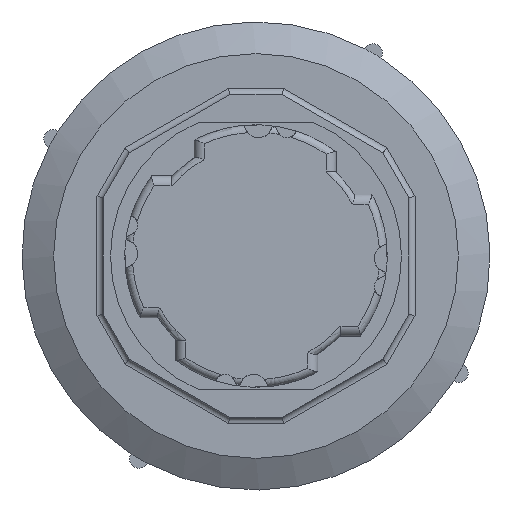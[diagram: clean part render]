
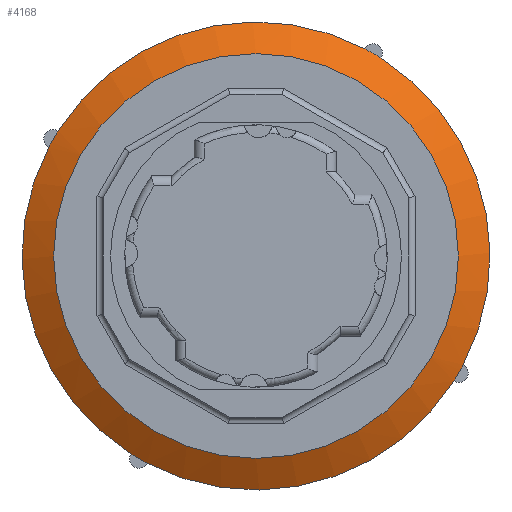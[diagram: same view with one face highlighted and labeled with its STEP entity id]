
A CAD part, front view. The second image highlights one B-rep face of the part: STEP entity #4168.
In plain terms, the highlighted conical face has half-angle 59.036 degrees and reference radius 17.25 mm.
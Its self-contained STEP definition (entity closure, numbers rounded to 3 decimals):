
#47=CONICAL_SURFACE('',#4486,17.25,59.036);
#173=FACE_BOUND('',#884,.T.);
#249=CIRCLE('',#4429,16.);
#252=CIRCLE('',#4440,18.5);
#255=CIRCLE('',#4445,18.5);
#258=CIRCLE('',#4450,18.5);
#261=CIRCLE('',#4455,18.5);
#262=CIRCLE('',#4457,18.5);
#264=CIRCLE('',#4460,18.5);
#267=CIRCLE('',#4464,18.5);
#278=CIRCLE('',#4485,18.5);
#618=FACE_OUTER_BOUND('',#883,.T.);
#883=EDGE_LOOP('',(#3085));
#884=EDGE_LOOP('',(#3086,#3087,#3088,#3089,#3090,#3091,#3092,#3093));
#1837=VERTEX_POINT('',#6453);
#1843=VERTEX_POINT('',#6478);
#1844=VERTEX_POINT('',#6479);
#1847=VERTEX_POINT('',#6489);
#1848=VERTEX_POINT('',#6490);
#1851=VERTEX_POINT('',#6500);
#1852=VERTEX_POINT('',#6501);
#1855=VERTEX_POINT('',#6511);
#1856=VERTEX_POINT('',#6512);
#2285=EDGE_CURVE('',#1837,#1837,#249,.T.);
#2301=EDGE_CURVE('',#1844,#1843,#252,.T.);
#2306=EDGE_CURVE('',#1848,#1847,#255,.T.);
#2311=EDGE_CURVE('',#1852,#1851,#258,.T.);
#2316=EDGE_CURVE('',#1856,#1855,#261,.T.);
#2317=EDGE_CURVE('',#1855,#1848,#262,.T.);
#2319=EDGE_CURVE('',#1851,#1844,#264,.T.);
#2322=EDGE_CURVE('',#1847,#1852,#267,.T.);
#2333=EDGE_CURVE('',#1843,#1856,#278,.T.);
#3085=ORIENTED_EDGE('',*,*,#2285,.F.);
#3086=ORIENTED_EDGE('',*,*,#2311,.T.);
#3087=ORIENTED_EDGE('',*,*,#2319,.T.);
#3088=ORIENTED_EDGE('',*,*,#2301,.T.);
#3089=ORIENTED_EDGE('',*,*,#2333,.T.);
#3090=ORIENTED_EDGE('',*,*,#2316,.T.);
#3091=ORIENTED_EDGE('',*,*,#2317,.T.);
#3092=ORIENTED_EDGE('',*,*,#2306,.T.);
#3093=ORIENTED_EDGE('',*,*,#2322,.T.);
#4168=ADVANCED_FACE('',(#618,#173),#47,.T.);
#4429=AXIS2_PLACEMENT_3D('',#6454,#5049,#5050);
#4440=AXIS2_PLACEMENT_3D('',#6487,#5084,#5085);
#4445=AXIS2_PLACEMENT_3D('',#6498,#5096,#5097);
#4450=AXIS2_PLACEMENT_3D('',#6509,#5108,#5109);
#4455=AXIS2_PLACEMENT_3D('',#6520,#5120,#5121);
#4457=AXIS2_PLACEMENT_3D('',#6522,#5124,#5125);
#4460=AXIS2_PLACEMENT_3D('',#6525,#5130,#5131);
#4464=AXIS2_PLACEMENT_3D('',#6529,#5138,#5139);
#4485=AXIS2_PLACEMENT_3D('',#6557,#5180,#5181);
#4486=AXIS2_PLACEMENT_3D('',#6558,#5182,#5183);
#5049=DIRECTION('center_axis',(0.,-1.,0.));
#5050=DIRECTION('ref_axis',(0.5,0.,0.866));
#5084=DIRECTION('center_axis',(0.,-1.,0.));
#5085=DIRECTION('ref_axis',(0.5,0.,0.866));
#5096=DIRECTION('center_axis',(0.,-1.,0.));
#5097=DIRECTION('ref_axis',(0.5,0.,0.866));
#5108=DIRECTION('center_axis',(0.,-1.,0.));
#5109=DIRECTION('ref_axis',(0.5,0.,0.866));
#5120=DIRECTION('center_axis',(0.,-1.,0.));
#5121=DIRECTION('ref_axis',(0.5,0.,0.866));
#5124=DIRECTION('center_axis',(0.,-1.,0.));
#5125=DIRECTION('ref_axis',(0.5,0.,0.866));
#5130=DIRECTION('center_axis',(0.,-1.,0.));
#5131=DIRECTION('ref_axis',(0.5,0.,0.866));
#5138=DIRECTION('center_axis',(0.,-1.,0.));
#5139=DIRECTION('ref_axis',(0.5,0.,0.866));
#5180=DIRECTION('center_axis',(0.,-1.,0.));
#5181=DIRECTION('ref_axis',(0.5,0.,0.866));
#5182=DIRECTION('center_axis',(0.,1.,0.));
#5183=DIRECTION('ref_axis',(0.5,0.,0.866));
#6453=CARTESIAN_POINT('',(7.997,-1.838,32.281));
#6454=CARTESIAN_POINT('Origin',(-0.003,-1.838,
18.425));
#6478=CARTESIAN_POINT('',(-16.386,-0.338,27.018));
#6479=CARTESIAN_POINT('',(-15.636,-0.338,28.317));
#6487=CARTESIAN_POINT('Origin',(-0.003,-0.338,
18.425));
#6489=CARTESIAN_POINT('',(16.38,-0.338,9.832));
#6490=CARTESIAN_POINT('',(15.631,-0.338,8.533));
#6498=CARTESIAN_POINT('Origin',(-0.003,-0.338,
18.425));
#6500=CARTESIAN_POINT('',(8.59,-0.338,34.808));
#6501=CARTESIAN_POINT('',(9.889,-0.338,34.058));
#6509=CARTESIAN_POINT('Origin',(-0.003,-0.338,
18.425));
#6511=CARTESIAN_POINT('',(-8.596,-0.338,2.042));
#6512=CARTESIAN_POINT('',(-9.895,-0.338,2.792));
#6520=CARTESIAN_POINT('Origin',(-0.003,-0.338,
18.425));
#6522=CARTESIAN_POINT('Origin',(-0.003,-0.338,
18.425));
#6525=CARTESIAN_POINT('Origin',(-0.003,-0.338,
18.425));
#6529=CARTESIAN_POINT('Origin',(-0.003,-0.338,
18.425));
#6557=CARTESIAN_POINT('Origin',(-0.003,-0.338,
18.425));
#6558=CARTESIAN_POINT('Origin',(-0.003,-1.088,
18.425));
